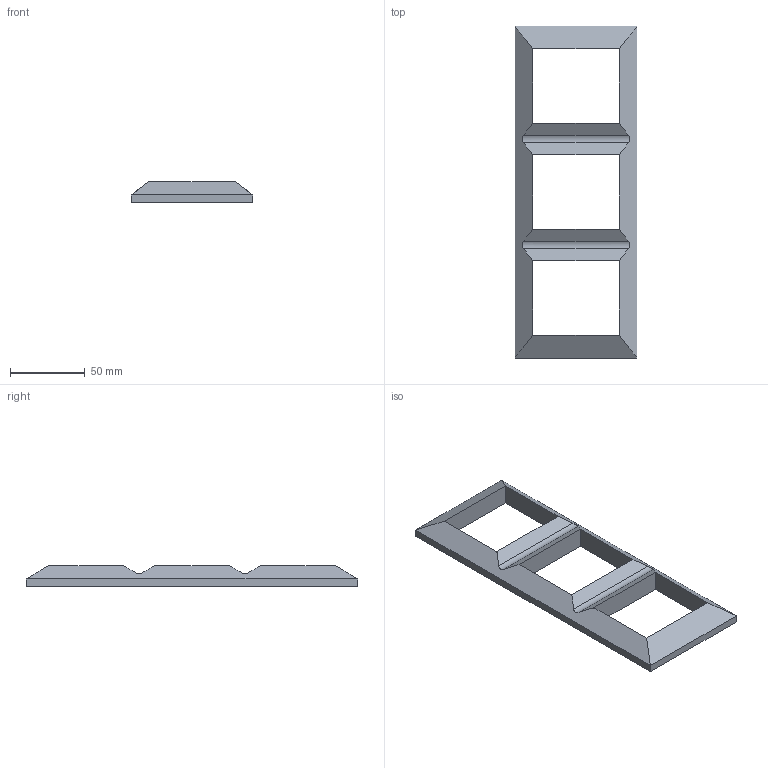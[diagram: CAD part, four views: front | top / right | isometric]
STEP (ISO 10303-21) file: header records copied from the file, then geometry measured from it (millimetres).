
FILE_DESCRIPTION (( 'STEP AP203' ), '1' );
FILE_NAME ('EMK31-K01-DM ÐÂ-3-ÊÁ Ðàìêà 3ìåñòí. âåðò. ÊÂÀÐÒÀ (áåëûé).STEP', '2016-11-23T11:15:32', ( '' ), ( '' ), 'SwSTEP 2.0', 'SolidWorks 2014', '' );
FILE_SCHEMA (( 'CONFIG_CONTROL_DESIGN' ));
Length unit declared in the file: millimetre
Products named in the file (1): EMK31-K01-DM ÐÂ-3-ÊÁ Ðàìêà 3ìåñòí. âåðò. ÊÂÀÐÒÀ (áåëûé)
Bounding box: 81.5 x 222.5 x 14 mm (x, y, z)
Volume: 31962.5 mm3; surface area: 44480.1 mm2
Topology: 1 solids, 1 shells, 56 faces, 156 edges, 100 vertices
Faces by surface type: plane 52, cylinder 4
Entity records: 1837 total; most frequent: CARTESIAN_POINT 349, ORIENTED_EDGE 312, DIRECTION 258, EDGE_CURVE 156, LINE 144, VECTOR 144, VERTEX_POINT 100, EDGE_LOOP 60
